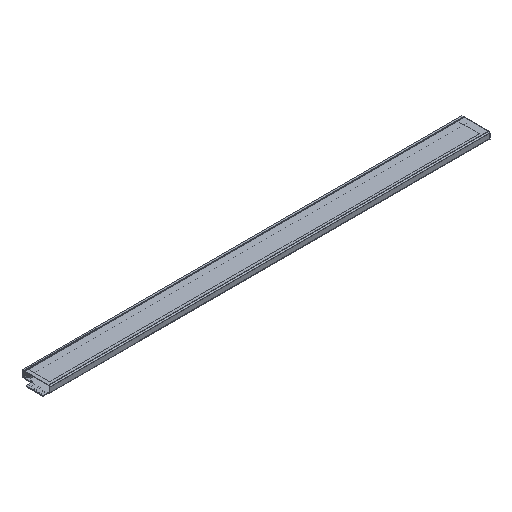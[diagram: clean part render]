
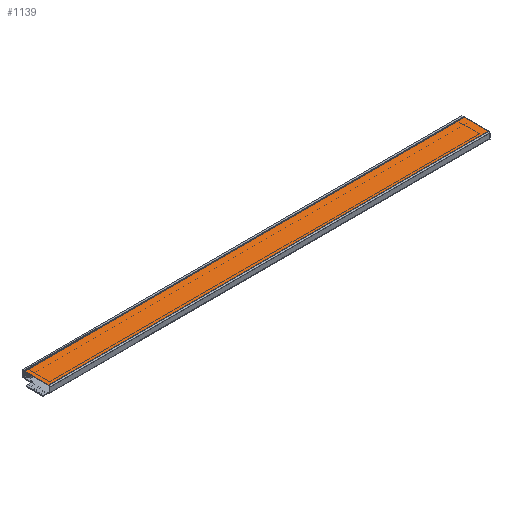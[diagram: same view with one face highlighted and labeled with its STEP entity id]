
A CAD part, isometric view. The second image highlights one B-rep face of the part: STEP entity #1139.
In plain terms, the highlighted planar face has unit normal (0, 0, 1).
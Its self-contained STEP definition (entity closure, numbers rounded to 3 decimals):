
#27 = DIRECTION ( 'NONE',  ( -1., 0., 0. ) ) ;
#34 = ORIENTED_EDGE ( 'NONE', *, *, #1251, .T. ) ;
#60 = VERTEX_POINT ( 'NONE', #493 ) ;
#123 = EDGE_CURVE ( 'NONE', #1156, #1844, #480, .T. ) ;
#161 = VECTOR ( 'NONE', #2096, 1000. ) ;
#337 = CARTESIAN_POINT ( 'NONE',  ( 226.7, 0., 0. ) ) ;
#338 = EDGE_CURVE ( 'NONE', #1358, #1156, #1744, .T. ) ;
#439 = CARTESIAN_POINT ( 'NONE',  ( 0., 0., 0. ) ) ;
#480 = LINE ( 'NONE', #337, #1644 ) ;
#493 = CARTESIAN_POINT ( 'NONE',  ( -2., 13.4, 0. ) ) ;
#655 = PLANE ( 'NONE',  #2281 ) ;
#712 = CARTESIAN_POINT ( 'NONE',  ( -2., 13.4, 0. ) ) ;
#782 = LINE ( 'NONE', #712, #2173 ) ;
#1018 = DIRECTION ( 'NONE',  ( 1., 0., 0. ) ) ;
#1113 = LINE ( 'NONE', #2327, #161 ) ;
#1139 = ADVANCED_FACE ( 'NONE', ( #1834 ), #655, .F. ) ;
#1156 = VERTEX_POINT ( 'NONE', #1971 ) ;
#1251 = EDGE_CURVE ( 'NONE', #1844, #60, #782, .T. ) ;
#1358 = VERTEX_POINT ( 'NONE', #2646 ) ;
#1500 = DIRECTION ( 'NONE',  ( 0., 0., -1. ) ) ;
#1644 = VECTOR ( 'NONE', #2028, 1000. ) ;
#1744 = LINE ( 'NONE', #2061, #1907 ) ;
#1762 = ORIENTED_EDGE ( 'NONE', *, *, #338, .T. ) ;
#1834 = FACE_OUTER_BOUND ( 'NONE', #2127, .T. ) ;
#1844 = VERTEX_POINT ( 'NONE', #2605 ) ;
#1907 = VECTOR ( 'NONE', #1018, 1000. ) ;
#1971 = CARTESIAN_POINT ( 'NONE',  ( 226.7, 0.7, 0. ) ) ;
#1994 = EDGE_CURVE ( 'NONE', #60, #1358, #1113, .T. ) ;
#1996 = ORIENTED_EDGE ( 'NONE', *, *, #1994, .T. ) ;
#2028 = DIRECTION ( 'NONE',  ( 0., 1., 0. ) ) ;
#2061 = CARTESIAN_POINT ( 'NONE',  ( -2., 0.7, 0. ) ) ;
#2096 = DIRECTION ( 'NONE',  ( 0., -1., 0. ) ) ;
#2127 = EDGE_LOOP ( 'NONE', ( #1762, #2366, #34, #1996 ) ) ;
#2173 = VECTOR ( 'NONE', #2211, 1000. ) ;
#2211 = DIRECTION ( 'NONE',  ( -1., 0., 0. ) ) ;
#2281 = AXIS2_PLACEMENT_3D ( 'NONE', #439, #1500, #27 ) ;
#2327 = CARTESIAN_POINT ( 'NONE',  ( -2., 0., 0. ) ) ;
#2366 = ORIENTED_EDGE ( 'NONE', *, *, #123, .T. ) ;
#2605 = CARTESIAN_POINT ( 'NONE',  ( 226.7, 13.4, 0. ) ) ;
#2646 = CARTESIAN_POINT ( 'NONE',  ( -2., 0.7, 0. ) ) ;
